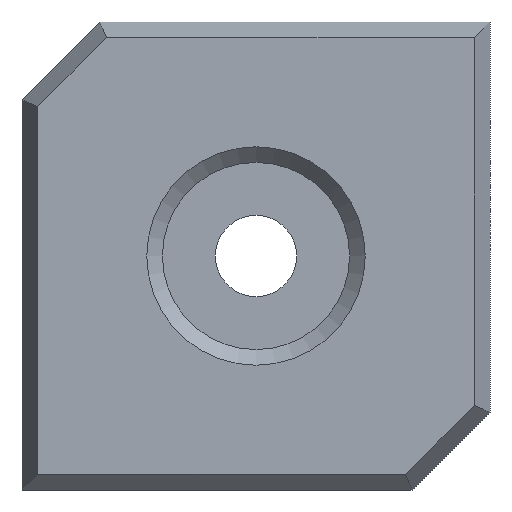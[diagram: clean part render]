
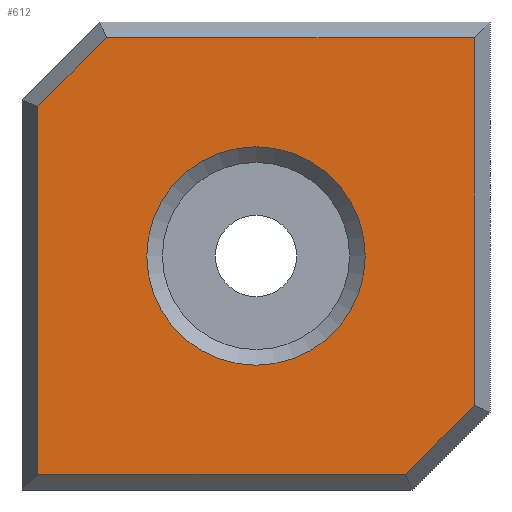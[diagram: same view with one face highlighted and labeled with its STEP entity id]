
A CAD part, left-side view. The second image highlights one B-rep face of the part: STEP entity #612.
In plain terms, the highlighted planar face has unit normal (-1, 0, 0).
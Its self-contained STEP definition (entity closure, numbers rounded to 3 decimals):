
#18=FACE_BOUND('',#70,.T.);
#21=CIRCLE('',#661,7.);
#35=FACE_OUTER_BOUND('',#69,.T.);
#69=EDGE_LOOP('',(#444,#445,#446,#447,#448,#449));
#70=EDGE_LOOP('',(#450));
#97=LINE('',#855,#178);
#101=LINE('',#863,#182);
#104=LINE('',#869,#185);
#107=LINE('',#875,#188);
#111=LINE('',#883,#192);
#114=LINE('',#887,#195);
#178=VECTOR('',#694,10.);
#182=VECTOR('',#700,10.);
#185=VECTOR('',#705,10.);
#188=VECTOR('',#710,10.);
#192=VECTOR('',#716,10.);
#195=VECTOR('',#721,10.);
#259=VERTEX_POINT('',#853);
#260=VERTEX_POINT('',#854);
#263=VERTEX_POINT('',#862);
#265=VERTEX_POINT('',#868);
#267=VERTEX_POINT('',#874);
#270=VERTEX_POINT('',#882);
#283=VERTEX_POINT('',#919);
#314=EDGE_CURVE('',#259,#260,#97,.T.);
#318=EDGE_CURVE('',#260,#263,#101,.T.);
#321=EDGE_CURVE('',#263,#265,#104,.T.);
#324=EDGE_CURVE('',#265,#267,#107,.T.);
#328=EDGE_CURVE('',#267,#270,#111,.T.);
#331=EDGE_CURVE('',#270,#259,#114,.T.);
#347=EDGE_CURVE('',#283,#283,#21,.T.);
#444=ORIENTED_EDGE('',*,*,#314,.F.);
#445=ORIENTED_EDGE('',*,*,#331,.F.);
#446=ORIENTED_EDGE('',*,*,#328,.F.);
#447=ORIENTED_EDGE('',*,*,#324,.F.);
#448=ORIENTED_EDGE('',*,*,#321,.F.);
#449=ORIENTED_EDGE('',*,*,#318,.F.);
#450=ORIENTED_EDGE('',*,*,#347,.F.);
#581=PLANE('',#660);
#612=ADVANCED_FACE('',(#35,#18),#581,.T.);
#660=AXIS2_PLACEMENT_3D('',#918,#743,#744);
#661=AXIS2_PLACEMENT_3D('',#920,#745,#746);
#694=DIRECTION('',(0.,0.,-1.));
#700=DIRECTION('',(0.,0.707,-0.707));
#705=DIRECTION('',(0.,1.,0.));
#710=DIRECTION('',(0.,0.,1.));
#716=DIRECTION('',(0.,-0.707,0.707));
#721=DIRECTION('',(0.,-1.,0.));
#743=DIRECTION('center_axis',(-1.,0.,0.));
#744=DIRECTION('ref_axis',(0.,0.,1.));
#745=DIRECTION('center_axis',(-1.,0.,0.));
#746=DIRECTION('ref_axis',(0.,-1.,0.));
#853=CARTESIAN_POINT('',(-21.1,-14.,38.6));
#854=CARTESIAN_POINT('',(-21.1,-14.,15.014));
#855=CARTESIAN_POINT('',(-21.1,-14.,17.1));
#862=CARTESIAN_POINT('',(-21.1,-9.586,10.6));
#863=CARTESIAN_POINT('',(-21.1,-11.793,12.807));
#868=CARTESIAN_POINT('',(-21.1,14.,10.6));
#869=CARTESIAN_POINT('',(-21.1,7.5,10.6));
#874=CARTESIAN_POINT('',(-21.1,14.,34.186));
#875=CARTESIAN_POINT('',(-21.1,14.,32.1));
#882=CARTESIAN_POINT('',(-21.1,9.586,38.6));
#883=CARTESIAN_POINT('',(-21.1,11.793,36.393));
#887=CARTESIAN_POINT('',(-21.1,3.75,38.6));
#918=CARTESIAN_POINT('Origin',(-21.1,0.,24.6));
#919=CARTESIAN_POINT('',(-21.1,7.,24.6));
#920=CARTESIAN_POINT('Origin',(-21.1,0.,24.6));
